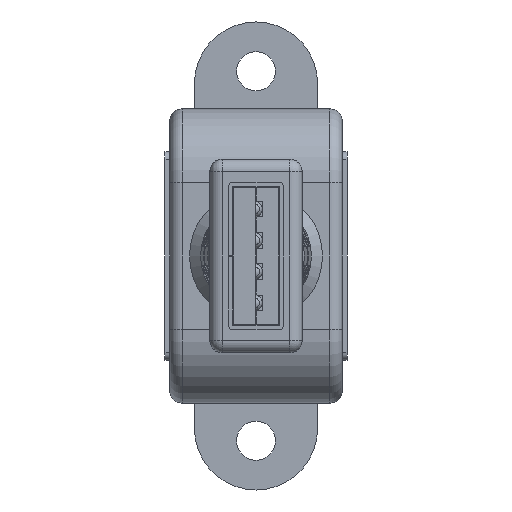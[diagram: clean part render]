
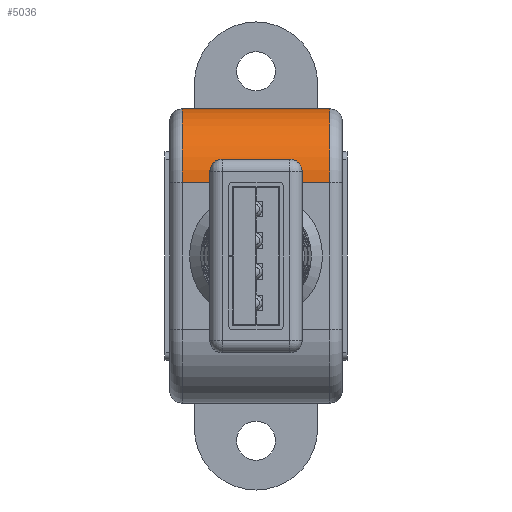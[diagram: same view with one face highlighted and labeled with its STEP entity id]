
A CAD part, front view. The second image highlights one B-rep face of the part: STEP entity #5036.
In plain terms, the highlighted cylindrical face has radius 6 mm (diameter 12 mm), a partial arc.
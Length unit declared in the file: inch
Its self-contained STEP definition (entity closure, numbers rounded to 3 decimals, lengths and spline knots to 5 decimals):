
#2337 = VERTEX_POINT ( 'NONE', #28856 ) ;
#2344 = VERTEX_POINT ( 'NONE', #28854 ) ;
#2361 = EDGE_CURVE ( 'NONE', #2344, #2337, #28897, .T. ) ;
#2496 = VERTEX_POINT ( 'NONE', #29049 ) ;
#2497 = VERTEX_POINT ( 'NONE', #29048 ) ;
#2510 = EDGE_CURVE ( 'NONE', #2496, #2497, #29108, .T. ) ;
#5036 = ADVANCED_FACE ( 'NONE', ( #16375 ), #16369, .T. ) ;
#5037 = EDGE_LOOP ( 'NONE', ( #5038, #5039, #5041, #5042 ) ) ;
#5038 = ORIENTED_EDGE ( 'NONE', *, *, #2361, .F. ) ;
#5039 = ORIENTED_EDGE ( 'NONE', *, *, #5040, .T. ) ;
#5040 = EDGE_CURVE ( 'NONE', #2344, #2497, #16360, .T. ) ;
#5041 = ORIENTED_EDGE ( 'NONE', *, *, #2510, .F. ) ;
#5042 = ORIENTED_EDGE ( 'NONE', *, *, #5043, .T. ) ;
#5043 = EDGE_CURVE ( 'NONE', #2496, #2337, #16355, .T. ) ;
#16351 = DIRECTION ( 'NONE',  ( 0., 0., 1. ) ) ;
#16352 = DIRECTION ( 'NONE',  ( 0., -1., 0. ) ) ;
#16353 = CARTESIAN_POINT ( 'NONE',  ( -0.23425, 0.23622, -0.8189 ) ) ;
#16354 = AXIS2_PLACEMENT_3D ( 'NONE', #16353, #16352, #16351 ) ;
#16355 = CIRCLE ( 'NONE', #16354, 0.23622 ) ;
#16356 = DIRECTION ( 'NONE',  ( 0., 0., -1. ) ) ;
#16357 = DIRECTION ( 'NONE',  ( 0., 1., 0. ) ) ;
#16358 = CARTESIAN_POINT ( 'NONE',  ( -0.23425, -0.23622, -0.8189 ) ) ;
#16359 = AXIS2_PLACEMENT_3D ( 'NONE', #16358, #16357, #16356 ) ;
#16360 = CIRCLE ( 'NONE', #16359, 0.23622 ) ;
#16361 = DIRECTION ( 'NONE',  ( -1., 0., 0. ) ) ;
#16362 = DIRECTION ( 'NONE',  ( 0., 1., 0. ) ) ;
#16363 = CARTESIAN_POINT ( 'NONE',  ( -0.23425, 0.27559, -0.8189 ) ) ;
#16364 = AXIS2_PLACEMENT_3D ( 'NONE', #16363, #16362, #16361 ) ;
#16369 = CYLINDRICAL_SURFACE ( 'NONE', #16364, 0.23622 ) ;
#16375 = FACE_OUTER_BOUND ( 'NONE', #5037, .T. ) ;
#28854 = CARTESIAN_POINT ( 'NONE',  ( -0.23425, -0.23622, -1.05512 ) ) ;
#28856 = CARTESIAN_POINT ( 'NONE',  ( -0.23425, 0.23622, -1.05512 ) ) ;
#28894 = DIRECTION ( 'NONE',  ( 0., 1., 0. ) ) ;
#28895 = VECTOR ( 'NONE', #28894, 39.37008 ) ;
#28896 = CARTESIAN_POINT ( 'NONE',  ( -0.23425, 0.27559, -1.05512 ) ) ;
#28897 = LINE ( 'NONE', #28896, #28895 ) ;
#29048 = CARTESIAN_POINT ( 'NONE',  ( -0.47047, -0.23622, -0.8189 ) ) ;
#29049 = CARTESIAN_POINT ( 'NONE',  ( -0.47047, 0.23622, -0.8189 ) ) ;
#29103 = DIRECTION ( 'NONE',  ( 0., -1., 0. ) ) ;
#29104 = VECTOR ( 'NONE', #29103, 39.37008 ) ;
#29105 = CARTESIAN_POINT ( 'NONE',  ( -0.47047, -0.27559, -0.8189 ) ) ;
#29108 = LINE ( 'NONE', #29105, #29104 ) ;
